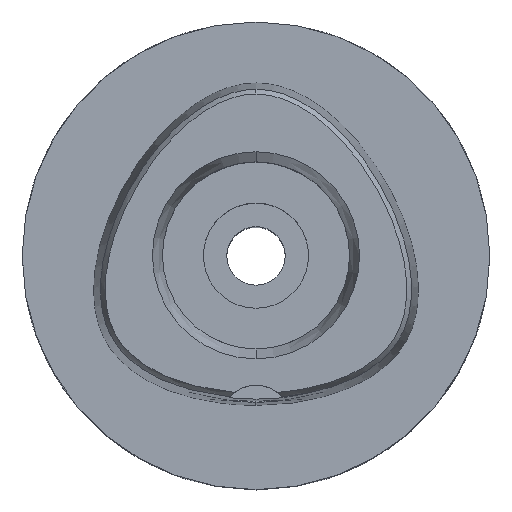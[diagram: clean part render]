
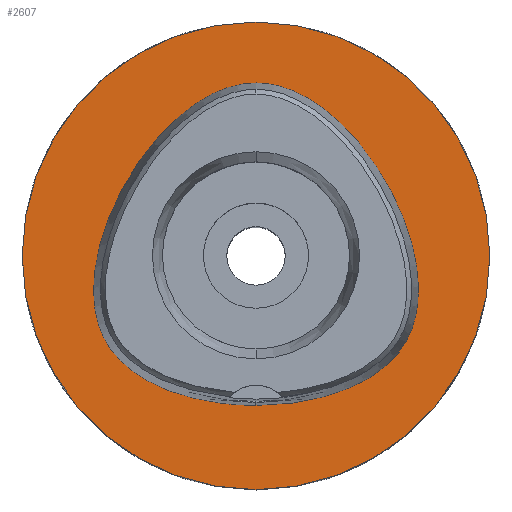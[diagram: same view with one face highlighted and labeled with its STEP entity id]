
A CAD part, top view. The second image highlights one B-rep face of the part: STEP entity #2607.
In plain terms, the highlighted planar face has unit normal (0, 0, 1).
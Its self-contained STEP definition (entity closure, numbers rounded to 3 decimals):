
#286=CARTESIAN_POINT('',(0.,0.,0.));
#287=DIRECTION('',(0.,0.,-1.));
#288=DIRECTION('',(0.,-1.,0.));
#289=AXIS2_PLACEMENT_3D('',#286,#287,#288);
#294=CARTESIAN_POINT('',(0.,0.,0.));
#295=DIRECTION('',(0.,0.,-1.));
#296=DIRECTION('',(0.,1.,0.));
#297=AXIS2_PLACEMENT_3D('',#294,#295,#296);
#302=CARTESIAN_POINT('',(0.,-25.575,0.));
#303=CARTESIAN_POINT('',(1.226,-25.575,0.));
#304=CARTESIAN_POINT('',(3.622,-25.484,
0.));
#305=CARTESIAN_POINT('',(7.095,-25.091,0.));
#306=CARTESIAN_POINT('',(10.294,-24.477,0.));
#307=CARTESIAN_POINT('',(13.169,-23.686,0.));
#308=CARTESIAN_POINT('',(15.698,-22.765,0.));
#309=CARTESIAN_POINT('',(17.89,-21.751,0.));
#310=CARTESIAN_POINT('',(19.772,-20.674,0.));
#311=CARTESIAN_POINT('',(21.376,-19.554,0.));
#312=CARTESIAN_POINT('',(22.735,-18.403,0.));
#313=CARTESIAN_POINT('',(23.881,-17.226,0.));
#314=CARTESIAN_POINT('',(24.839,-16.028,0.));
#315=CARTESIAN_POINT('',(25.636,-14.797,0.));
#316=CARTESIAN_POINT('',(26.302,-13.493,0.));
#317=CARTESIAN_POINT('',(26.86,-12.067,0.));
#318=CARTESIAN_POINT('',(27.306,-10.484,0.));
#319=CARTESIAN_POINT('',(27.623,-8.732,0.));
#320=CARTESIAN_POINT('',(27.791,-6.782,0.));
#321=CARTESIAN_POINT('',(27.782,-4.612,0.));
#322=CARTESIAN_POINT('',(27.563,-2.205,0.));
#323=CARTESIAN_POINT('',(27.095,0.448,0.));
#324=CARTESIAN_POINT('',(26.341,3.335,0.));
#325=CARTESIAN_POINT('',(25.271,6.416,0.));
#326=CARTESIAN_POINT('',(23.877,9.615,0.));
#327=CARTESIAN_POINT('',(22.178,12.828,0.));
#328=CARTESIAN_POINT('',(20.242,15.904,0.));
#329=CARTESIAN_POINT('',(18.169,18.706,0.));
#330=CARTESIAN_POINT('',(16.035,21.17,0.));
#331=CARTESIAN_POINT('',(13.913,23.261,0.));
#332=CARTESIAN_POINT('',(11.851,24.989,0.));
#333=CARTESIAN_POINT('',(9.878,26.379,0.));
#334=CARTESIAN_POINT('',(8.005,27.467,0.));
#335=CARTESIAN_POINT('',(6.233,28.294,0.));
#336=CARTESIAN_POINT('',(4.558,28.894,0.));
#337=CARTESIAN_POINT('',(2.966,29.297,0.));
#338=CARTESIAN_POINT('',(1.45,29.526,
0.));
#339=CARTESIAN_POINT('',(0.477,29.575,
0.));
#340=CARTESIAN_POINT('',(0.,29.575,
0.));
#345=CARTESIAN_POINT('',(0.,29.575,
0.));
#346=CARTESIAN_POINT('',(-0.48,29.575,0.));
#347=CARTESIAN_POINT('',(-1.459,29.526,
0.));
#348=CARTESIAN_POINT('',(-2.981,29.294,0.));
#349=CARTESIAN_POINT('',(-4.576,28.889,0.));
#350=CARTESIAN_POINT('',(-6.256,28.285,0.));
#351=CARTESIAN_POINT('',(-8.024,27.457,0.));
#352=CARTESIAN_POINT('',(-9.893,26.368,0.));
#353=CARTESIAN_POINT('',(-11.859,24.983,0.));
#354=CARTESIAN_POINT('',(-13.911,23.263,0.));
#355=CARTESIAN_POINT('',(-16.023,21.181,0.));
#356=CARTESIAN_POINT('',(-18.145,18.735,0.));
#357=CARTESIAN_POINT('',(-20.213,15.946,0.));
#358=CARTESIAN_POINT('',(-22.137,12.897,0.));
#359=CARTESIAN_POINT('',(-23.832,9.708,0.));
#360=CARTESIAN_POINT('',(-25.229,6.521,0.));
#361=CARTESIAN_POINT('',(-26.305,3.451,0.));
#362=CARTESIAN_POINT('',(-27.068,0.571,0.));
#363=CARTESIAN_POINT('',(-27.546,-2.078,0.));
#364=CARTESIAN_POINT('',(-27.776,-4.488,0.));
#365=CARTESIAN_POINT('',(-27.795,-6.665,0.));
#366=CARTESIAN_POINT('',(-27.636,-8.624,0.));
#367=CARTESIAN_POINT('',(-27.329,-10.384,0.));
#368=CARTESIAN_POINT('',(-26.889,-11.979,0.));
#369=CARTESIAN_POINT('',(-26.331,-13.43,0.));
#370=CARTESIAN_POINT('',(-25.647,-14.783,0.));
#371=CARTESIAN_POINT('',(-24.824,-16.05,0.));
#372=CARTESIAN_POINT('',(-23.853,-17.258,0.));
#373=CARTESIAN_POINT('',(-22.7,-18.435,0.));
#374=CARTESIAN_POINT('',(-21.341,-19.58,0.));
#375=CARTESIAN_POINT('',(-19.73,-20.701,0.));
#376=CARTESIAN_POINT('',(-17.846,-21.774,0.));
#377=CARTESIAN_POINT('',(-15.652,-22.784,0.));
#378=CARTESIAN_POINT('',(-13.125,-23.7,0.));
#379=CARTESIAN_POINT('',(-10.255,-24.486,0.));
#380=CARTESIAN_POINT('',(-7.058,-25.096,0.));
#381=CARTESIAN_POINT('',(-3.614,-25.484,
0.));
#382=CARTESIAN_POINT('',(-1.224,-25.575,0.));
#383=CARTESIAN_POINT('',(0.,-25.575,0.));
#1672=VERTEX_POINT('',#345);
#1673=VERTEX_POINT('',#383);
#1678=CARTESIAN_POINT('',(0.,-40.,0.));
#1679=CARTESIAN_POINT('',(0.,40.,0.));
#1680=VERTEX_POINT('',#1678);
#1681=VERTEX_POINT('',#1679);
#2591=CARTESIAN_POINT('',(0.,0.,0.));
#2592=DIRECTION('',(0.,0.,-1.));
#2593=DIRECTION('',(0.,-1.,0.));
#2594=AXIS2_PLACEMENT_3D('',#2591,#2592,#2593);
#2595=PLANE('',#2594);
#2597=ORIENTED_EDGE('',*,*,#2596,.T.);
#2599=ORIENTED_EDGE('',*,*,#2598,.T.);
#2600=EDGE_LOOP('',(#2597,#2599));
#2601=FACE_OUTER_BOUND('',#2600,.F.);
#2603=ORIENTED_EDGE('',*,*,#2602,.T.);
#2604=ORIENTED_EDGE('',*,*,#2574,.T.);
#2605=EDGE_LOOP('',(#2603,#2604));
#2606=FACE_BOUND('',#2605,.F.);
#290=CIRCLE('',#289,40.);
#298=CIRCLE('',#297,40.);
#341=B_SPLINE_CURVE_WITH_KNOTS('',3,(#302,#303,#304,#305,#306,#307,#308,#309,
#310,#311,#312,#313,#314,#315,#316,#317,#318,#319,#320,#321,#322,#323,#324,#325,
#326,#327,#328,#329,#330,#331,#332,#333,#334,#335,#336,#337,#338,#339,#340),
.UNSPECIFIED.,.F.,.F.,(4,1,1,1,1,1,1,1,1,1,1,1,1,1,1,1,1,1,1,1,1,1,1,1,1,1,1,1,
1,1,1,1,1,1,1,1,4),(0.,0.028,0.056,0.083,
0.111,0.139,0.167,0.194,
0.222,0.25,0.278,0.306,0.333,
0.361,0.389,0.417,0.444,
0.472,0.5,0.528,0.556,0.583,
0.611,0.639,0.667,0.694,
0.722,0.75,0.778,0.806,0.833,
0.861,0.889,0.917,0.944,
0.972,1.),.UNSPECIFIED.);
#384=B_SPLINE_CURVE_WITH_KNOTS('',3,(#345,#346,#347,#348,#349,#350,#351,#352,
#353,#354,#355,#356,#357,#358,#359,#360,#361,#362,#363,#364,#365,#366,#367,#368,
#369,#370,#371,#372,#373,#374,#375,#376,#377,#378,#379,#380,#381,#382,#383),
.UNSPECIFIED.,.F.,.F.,(4,1,1,1,1,1,1,1,1,1,1,1,1,1,1,1,1,1,1,1,1,1,1,1,1,1,1,1,
1,1,1,1,1,1,1,1,4),(0.,0.028,0.056,0.083,
0.111,0.139,0.167,0.194,
0.222,0.25,0.278,0.306,0.333,
0.361,0.389,0.417,0.444,
0.472,0.5,0.528,0.556,0.583,
0.611,0.639,0.667,0.694,
0.722,0.75,0.778,0.806,0.833,
0.861,0.889,0.917,0.944,
0.972,1.),.UNSPECIFIED.);
#2574=EDGE_CURVE('',#1672,#1673,#384,.T.);
#2596=EDGE_CURVE('',#1680,#1681,#290,.T.);
#2598=EDGE_CURVE('',#1681,#1680,#298,.T.);
#2602=EDGE_CURVE('',#1673,#1672,#341,.T.);
#2607=ADVANCED_FACE('',(#2601,#2606),#2595,.F.);
